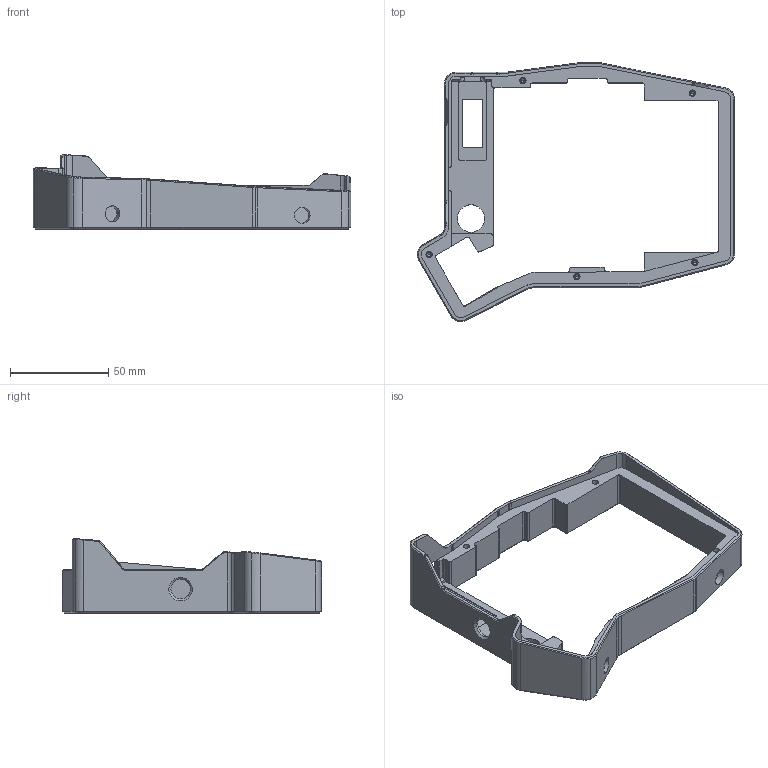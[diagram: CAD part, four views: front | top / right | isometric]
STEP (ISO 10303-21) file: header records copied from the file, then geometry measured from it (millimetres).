
FILE_DESCRIPTION (( 'STEP AP214' ), '1' );
FILE_NAME ('L-Top.STEP', '2024-01-25T16:24:28', ( '' ), ( '' ), 'SwSTEP 2.0', 'SolidWorks 2023', '' );
FILE_SCHEMA (( 'AUTOMOTIVE_DESIGN' ));
Length unit declared in the file: millimetre
Products named in the file (1): L-Top
Bounding box: 161.64 x 132.03 x 37.93 mm (x, y, z)
Volume: 78110.6 mm3; surface area: 36227.2 mm2
Topology: 1 solids, 1 shells, 491 faces, 1268 edges, 778 vertices
Faces by surface type: cylinder 186, plane 154, cone 108, bspline 41, torus 2
Entity records: 15735 total; most frequent: CARTESIAN_POINT 3867, ORIENTED_EDGE 2516, DIRECTION 2467, EDGE_CURVE 1258, AXIS2_PLACEMENT_3D 866, VERTEX_POINT 778, VECTOR 735, LINE 735
